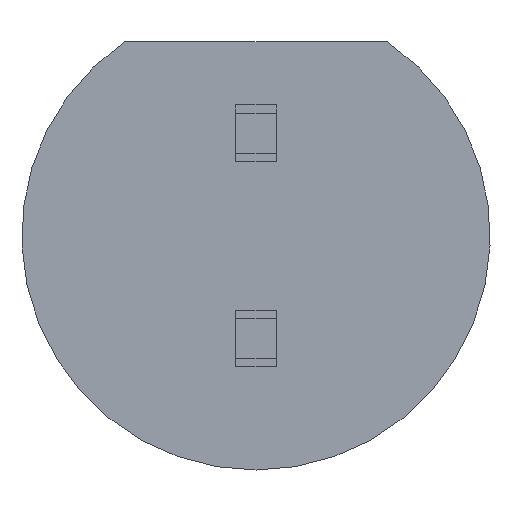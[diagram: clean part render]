
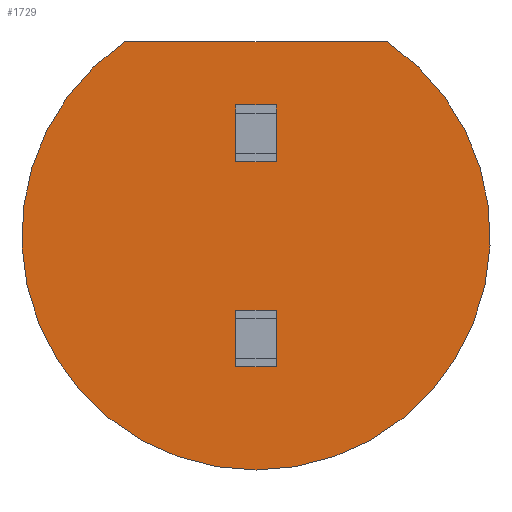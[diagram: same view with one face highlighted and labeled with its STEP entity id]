
A CAD part, front view. The second image highlights one B-rep face of the part: STEP entity #1729.
In plain terms, the highlighted planar face has unit normal (0, -1, 0).
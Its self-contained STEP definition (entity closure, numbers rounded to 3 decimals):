
#825 = CARTESIAN_POINT ( 'NONE',  ( 0., 0., 0. ) ) ;
#826 = LINE ( 'NONE', #827, #10540 ) ;
#827 = CARTESIAN_POINT ( 'NONE',  ( -0.25, 0., -6.521 ) ) ;
#828 = DIRECTION ( 'NONE',  ( 0., 0., 1. ) ) ;
#829 = LINE ( 'NONE', #830, #10541 ) ;
#830 = CARTESIAN_POINT ( 'NONE',  ( 0., 0., -1.52 ) ) ;
#831 = DIRECTION ( 'NONE',  ( 1., 0., 0. ) ) ;
#832 = LINE ( 'NONE', #833, #10542 ) ;
#833 = CARTESIAN_POINT ( 'NONE',  ( 0., 0., -1.02 ) ) ;
#834 = DIRECTION ( 'NONE',  ( 1., 0., 0. ) ) ;
#835 = LINE ( 'NONE', #836, #10543 ) ;
#836 = CARTESIAN_POINT ( 'NONE',  ( 0.25, 0., -6.521 ) ) ;
#837 = DIRECTION ( 'NONE',  ( 0., 0., -1. ) ) ;
#838 = LINE ( 'NONE', #839, #10544 ) ;
#839 = CARTESIAN_POINT ( 'NONE',  ( 0., 0., 1.52 ) ) ;
#840 = DIRECTION ( 'NONE',  ( 1., 0., 0. ) ) ;
#841 = LINE ( 'NONE', #842, #10546 ) ;
#842 = CARTESIAN_POINT ( 'NONE',  ( 0., 0., 1.02 ) ) ;
#843 = DIRECTION ( 'NONE',  ( 1., 0., 0. ) ) ;
#844 = LINE ( 'NONE', #845, #10547 ) ;
#845 = CARTESIAN_POINT ( 'NONE',  ( -0.25, 0., -6.521 ) ) ;
#846 = DIRECTION ( 'NONE',  ( 0., 0., -1. ) ) ;
#847 = DIRECTION ( 'NONE',  ( 0., -1., 0. ) ) ;
#848 = DIRECTION ( 'NONE',  ( 0., 0., -1. ) ) ;
#1513 = EDGE_CURVE ( 'NONE', #2666, #2558, #10361, .T. ) ;
#1607 = EDGE_CURVE ( 'NONE', #10053, #10052, #826, .T. ) ;
#1608 = EDGE_CURVE ( 'NONE', #10053, #2666, #829, .T. ) ;
#1609 = EDGE_CURVE ( 'NONE', #10052, #2558, #832, .T. ) ;
#1610 = EDGE_CURVE ( 'NONE', #10049, #10036, #835, .T. ) ;
#1611 = EDGE_CURVE ( 'NONE', #10055, #10049, #838, .T. ) ;
#1612 = EDGE_CURVE ( 'NONE', #10045, #10036, #841, .T. ) ;
#1613 = EDGE_CURVE ( 'NONE', #10055, #10045, #844, .T. ) ;
#1614 = EDGE_CURVE ( 'NONE', #3447, #10037, #1615, .T. ) ;
#1615 = CIRCLE ( 'NONE', #10545, 2.9 ) ;
#1658 = CIRCLE ( 'NONE', #3948, 2.9 ) ;
#1729 = ADVANCED_FACE ( 'NONE', ( #10662, #10668, #10670 ), #8391, .F. ) ;
#1976 = EDGE_CURVE ( 'NONE', #3448, #3447, #1658, .T. ) ;
#2237 = EDGE_CURVE ( 'NONE', #3448, #10037, #6063, .T. ) ;
#2558 = VERTEX_POINT ( 'NONE', #7635 ) ;
#2666 = VERTEX_POINT ( 'NONE', #7743 ) ;
#3166 = EDGE_LOOP ( 'NONE', ( #10223, #10225, #10224, #10226 ) ) ;
#3189 = EDGE_LOOP ( 'NONE', ( #10233, #10232, #10231 ) ) ;
#3196 = EDGE_LOOP ( 'NONE', ( #10227, #10229, #10228, #10230 ) ) ;
#3447 = VERTEX_POINT ( 'NONE', #7764 ) ;
#3448 = VERTEX_POINT ( 'NONE', #7765 ) ;
#3948 = AXIS2_PLACEMENT_3D ( 'NONE', #12374, #12378, #12379 ) ;
#6063 = LINE ( 'NONE', #6064, #8242 ) ;
#6064 = CARTESIAN_POINT ( 'NONE',  ( -1.628, 0., 2.4 ) ) ;
#6065 = DIRECTION ( 'NONE',  ( 1., 0., 0. ) ) ;
#7635 = CARTESIAN_POINT ( 'NONE',  ( 0.25, 0., -1.02 ) ) ;
#7743 = CARTESIAN_POINT ( 'NONE',  ( 0.25, 0., -1.52 ) ) ;
#7764 = CARTESIAN_POINT ( 'NONE',  ( 0., 0., -2.9 ) ) ;
#7765 = CARTESIAN_POINT ( 'NONE',  ( -1.628, 0., 2.4 ) ) ;
#8003 = CARTESIAN_POINT ( 'NONE',  ( 0.25, 0., 1.02 ) ) ;
#8004 = CARTESIAN_POINT ( 'NONE',  ( 1.628, 0., 2.4 ) ) ;
#8012 = CARTESIAN_POINT ( 'NONE',  ( -0.25, 0., 1.02 ) ) ;
#8016 = CARTESIAN_POINT ( 'NONE',  ( 0.25, 0., 1.52 ) ) ;
#8019 = CARTESIAN_POINT ( 'NONE',  ( -0.25, 0., -1.02 ) ) ;
#8020 = CARTESIAN_POINT ( 'NONE',  ( -0.25, 0., -1.52 ) ) ;
#8022 = CARTESIAN_POINT ( 'NONE',  ( -0.25, 0., 1.52 ) ) ;
#8242 = VECTOR ( 'NONE', #6065, 1000. ) ;
#8315 = VECTOR ( 'NONE', #10363, 1000. ) ;
#8391 = PLANE ( 'NONE',  #10657 ) ;
#8392 = CARTESIAN_POINT ( 'NONE',  ( 1.45, 0., 0. ) ) ;
#8393 = DIRECTION ( 'NONE',  ( 0., 1., 0. ) ) ;
#8394 = DIRECTION ( 'NONE',  ( 0., 0., 1. ) ) ;
#10036 = VERTEX_POINT ( 'NONE', #8003 ) ;
#10037 = VERTEX_POINT ( 'NONE', #8004 ) ;
#10045 = VERTEX_POINT ( 'NONE', #8012 ) ;
#10049 = VERTEX_POINT ( 'NONE', #8016 ) ;
#10052 = VERTEX_POINT ( 'NONE', #8019 ) ;
#10053 = VERTEX_POINT ( 'NONE', #8020 ) ;
#10055 = VERTEX_POINT ( 'NONE', #8022 ) ;
#10223 = ORIENTED_EDGE ( 'NONE', *, *, #1608, .F. ) ;
#10224 = ORIENTED_EDGE ( 'NONE', *, *, #1609, .T. ) ;
#10225 = ORIENTED_EDGE ( 'NONE', *, *, #1607, .T. ) ;
#10226 = ORIENTED_EDGE ( 'NONE', *, *, #1513, .F. ) ;
#10227 = ORIENTED_EDGE ( 'NONE', *, *, #1611, .T. ) ;
#10228 = ORIENTED_EDGE ( 'NONE', *, *, #1612, .F. ) ;
#10229 = ORIENTED_EDGE ( 'NONE', *, *, #1610, .T. ) ;
#10230 = ORIENTED_EDGE ( 'NONE', *, *, #1613, .F. ) ;
#10231 = ORIENTED_EDGE ( 'NONE', *, *, #2237, .F. ) ;
#10232 = ORIENTED_EDGE ( 'NONE', *, *, #1614, .T. ) ;
#10233 = ORIENTED_EDGE ( 'NONE', *, *, #1976, .T. ) ;
#10361 = LINE ( 'NONE', #10362, #8315 ) ;
#10362 = CARTESIAN_POINT ( 'NONE',  ( 0.25, 0., -6.521 ) ) ;
#10363 = DIRECTION ( 'NONE',  ( 0., 0., 1. ) ) ;
#10540 = VECTOR ( 'NONE', #828, 1000. ) ;
#10541 = VECTOR ( 'NONE', #831, 1000. ) ;
#10542 = VECTOR ( 'NONE', #834, 1000. ) ;
#10543 = VECTOR ( 'NONE', #837, 1000. ) ;
#10544 = VECTOR ( 'NONE', #840, 1000. ) ;
#10545 = AXIS2_PLACEMENT_3D ( 'NONE', #825, #847, #848 ) ;
#10546 = VECTOR ( 'NONE', #843, 1000. ) ;
#10547 = VECTOR ( 'NONE', #846, 1000. ) ;
#10657 = AXIS2_PLACEMENT_3D ( 'NONE', #8392, #8393, #8394 ) ;
#10662 = FACE_BOUND ( 'NONE', #3166, .T. ) ;
#10668 = FACE_BOUND ( 'NONE', #3196, .T. ) ;
#10670 = FACE_OUTER_BOUND ( 'NONE', #3189, .T. ) ;
#12374 = CARTESIAN_POINT ( 'NONE',  ( 0., 0., 0. ) ) ;
#12378 = DIRECTION ( 'NONE',  ( 0., -1., 0. ) ) ;
#12379 = DIRECTION ( 'NONE',  ( 0., 0., -1. ) ) ;
